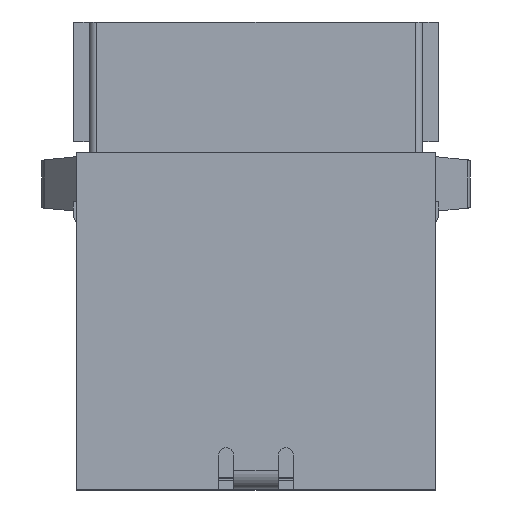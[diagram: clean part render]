
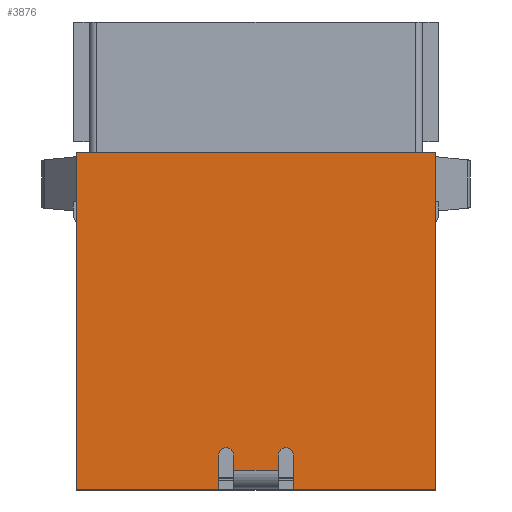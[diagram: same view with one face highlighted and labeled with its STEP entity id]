
A CAD part, top view. The second image highlights one B-rep face of the part: STEP entity #3876.
In plain terms, the highlighted planar face has unit normal (0, 0, 1).
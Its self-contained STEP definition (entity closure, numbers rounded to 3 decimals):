
#21 = EDGE_CURVE('',#22,#24,#26,.T.);
#22 = VERTEX_POINT('',#23);
#23 = CARTESIAN_POINT('',(-2.025,-13.808,11.508));
#24 = VERTEX_POINT('',#25);
#25 = CARTESIAN_POINT('',(-2.275,-13.558,11.508));
#26 = CIRCLE('',#27,0.25);
#27 = AXIS2_PLACEMENT_3D('',#28,#29,#30);
#28 = CARTESIAN_POINT('',(-2.275,-13.808,11.508));
#29 = DIRECTION('',(-0.,0.,1.));
#30 = DIRECTION('',(1.,0.,0.));
#375 = EDGE_CURVE('',#376,#378,#380,.T.);
#376 = VERTEX_POINT('',#377);
#377 = CARTESIAN_POINT('',(-0.025,-13.808,11.508));
#378 = VERTEX_POINT('',#379);
#379 = CARTESIAN_POINT('',(-0.275,-13.558,11.508));
#380 = CIRCLE('',#381,0.25);
#381 = AXIS2_PLACEMENT_3D('',#382,#383,#384);
#382 = CARTESIAN_POINT('',(-0.275,-13.808,11.508));
#383 = DIRECTION('',(-0.,0.,1.));
#384 = DIRECTION('',(1.,0.,0.));
#806 = VERTEX_POINT('',#807);
#807 = CARTESIAN_POINT('',(4.745,-14.958,11.508));
#813 = EDGE_CURVE('',#814,#806,#816,.T.);
#814 = VERTEX_POINT('',#815);
#815 = CARTESIAN_POINT('',(-0.025,-14.958,11.508));
#816 = LINE('',#817,#818);
#817 = CARTESIAN_POINT('',(-0.025,-14.958,11.508));
#818 = VECTOR('',#819,1.);
#819 = DIRECTION('',(1.,0.,0.));
#835 = EDGE_CURVE('',#836,#838,#840,.T.);
#836 = VERTEX_POINT('',#837);
#837 = CARTESIAN_POINT('',(-7.295,-14.958,11.508));
#838 = VERTEX_POINT('',#839);
#839 = CARTESIAN_POINT('',(-2.525,-14.958,11.508));
#840 = LINE('',#841,#842);
#841 = CARTESIAN_POINT('',(-7.295,-14.958,11.508));
#842 = VECTOR('',#843,1.);
#843 = DIRECTION('',(1.,0.,0.));
#1016 = EDGE_CURVE('',#376,#814,#1017,.T.);
#1017 = LINE('',#1018,#1019);
#1018 = CARTESIAN_POINT('',(-0.025,-13.808,11.508));
#1019 = VECTOR('',#1020,1.);
#1020 = DIRECTION('',(0.,-1.,0.));
#1401 = VERTEX_POINT('',#1402);
#1402 = CARTESIAN_POINT('',(4.745,-3.658,11.508));
#1408 = EDGE_CURVE('',#806,#1401,#1409,.T.);
#1409 = LINE('',#1410,#1411);
#1410 = CARTESIAN_POINT('',(4.745,-14.958,11.508));
#1411 = VECTOR('',#1412,1.);
#1412 = DIRECTION('',(0.,1.,0.));
#1673 = EDGE_CURVE('',#836,#1674,#1676,.T.);
#1674 = VERTEX_POINT('',#1675);
#1675 = CARTESIAN_POINT('',(-7.295,-3.658,11.508));
#1676 = LINE('',#1677,#1678);
#1677 = CARTESIAN_POINT('',(-7.295,-14.958,11.508));
#1678 = VECTOR('',#1679,1.);
#1679 = DIRECTION('',(0.,1.,0.));
#3859 = VERTEX_POINT('',#3860);
#3860 = CARTESIAN_POINT('',(-2.525,-13.808,11.508));
#3866 = EDGE_CURVE('',#838,#3859,#3867,.T.);
#3867 = LINE('',#3868,#3869);
#3868 = CARTESIAN_POINT('',(-2.525,-14.958,11.508));
#3869 = VECTOR('',#3870,1.);
#3870 = DIRECTION('',(0.,1.,0.));
#3876 = ADVANCED_FACE('',(#3877),#3931,.T.);
#3877 = FACE_BOUND('',#3878,.T.);
#3878 = EDGE_LOOP('',(#3879,#3880,#3881,#3882,#3883,#3889,#3890,#3891,
    #3892,#3899,#3900,#3908,#3916,#3924));
#3879 = ORIENTED_EDGE('',*,*,#375,.F.);
#3880 = ORIENTED_EDGE('',*,*,#1016,.T.);
#3881 = ORIENTED_EDGE('',*,*,#813,.T.);
#3882 = ORIENTED_EDGE('',*,*,#1408,.T.);
#3883 = ORIENTED_EDGE('',*,*,#3884,.F.);
#3884 = EDGE_CURVE('',#1674,#1401,#3885,.T.);
#3885 = LINE('',#3886,#3887);
#3886 = CARTESIAN_POINT('',(-7.295,-3.658,11.508));
#3887 = VECTOR('',#3888,1.);
#3888 = DIRECTION('',(1.,0.,0.));
#3889 = ORIENTED_EDGE('',*,*,#1673,.F.);
#3890 = ORIENTED_EDGE('',*,*,#835,.T.);
#3891 = ORIENTED_EDGE('',*,*,#3866,.T.);
#3892 = ORIENTED_EDGE('',*,*,#3893,.F.);
#3893 = EDGE_CURVE('',#24,#3859,#3894,.T.);
#3894 = CIRCLE('',#3895,0.25);
#3895 = AXIS2_PLACEMENT_3D('',#3896,#3897,#3898);
#3896 = CARTESIAN_POINT('',(-2.275,-13.808,11.508));
#3897 = DIRECTION('',(-0.,0.,1.));
#3898 = DIRECTION('',(1.,0.,0.));
#3899 = ORIENTED_EDGE('',*,*,#21,.F.);
#3900 = ORIENTED_EDGE('',*,*,#3901,.F.);
#3901 = EDGE_CURVE('',#3902,#22,#3904,.T.);
#3902 = VERTEX_POINT('',#3903);
#3903 = CARTESIAN_POINT('',(-2.025,-14.32,11.508));
#3904 = LINE('',#3905,#3906);
#3905 = CARTESIAN_POINT('',(-2.025,-14.32,11.508));
#3906 = VECTOR('',#3907,1.);
#3907 = DIRECTION('',(0.,1.,0.));
#3908 = ORIENTED_EDGE('',*,*,#3909,.T.);
#3909 = EDGE_CURVE('',#3902,#3910,#3912,.T.);
#3910 = VERTEX_POINT('',#3911);
#3911 = CARTESIAN_POINT('',(-0.525,-14.32,11.508));
#3912 = LINE('',#3913,#3914);
#3913 = CARTESIAN_POINT('',(-2.025,-14.32,11.508));
#3914 = VECTOR('',#3915,1.);
#3915 = DIRECTION('',(1.,0.,0.));
#3916 = ORIENTED_EDGE('',*,*,#3917,.F.);
#3917 = EDGE_CURVE('',#3918,#3910,#3920,.T.);
#3918 = VERTEX_POINT('',#3919);
#3919 = CARTESIAN_POINT('',(-0.525,-13.808,11.508));
#3920 = LINE('',#3921,#3922);
#3921 = CARTESIAN_POINT('',(-0.525,-13.808,11.508));
#3922 = VECTOR('',#3923,1.);
#3923 = DIRECTION('',(0.,-1.,0.));
#3924 = ORIENTED_EDGE('',*,*,#3925,.F.);
#3925 = EDGE_CURVE('',#378,#3918,#3926,.T.);
#3926 = CIRCLE('',#3927,0.25);
#3927 = AXIS2_PLACEMENT_3D('',#3928,#3929,#3930);
#3928 = CARTESIAN_POINT('',(-0.275,-13.808,11.508));
#3929 = DIRECTION('',(-0.,0.,1.));
#3930 = DIRECTION('',(1.,0.,0.));
#3931 = PLANE('',#3932);
#3932 = AXIS2_PLACEMENT_3D('',#3933,#3934,#3935);
#3933 = CARTESIAN_POINT('',(-7.295,-14.958,11.508));
#3934 = DIRECTION('',(0.,0.,1.));
#3935 = DIRECTION('',(1.,0.,0.));
